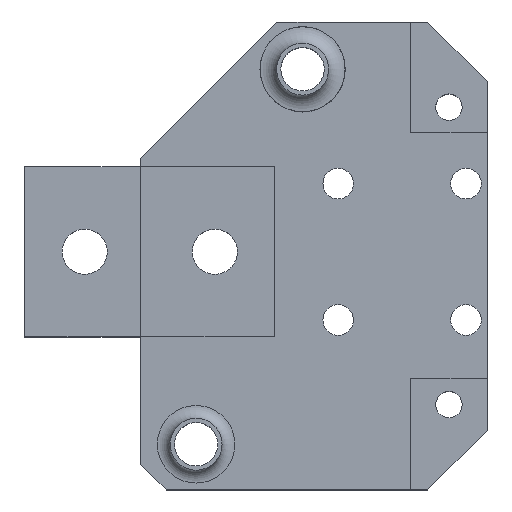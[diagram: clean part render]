
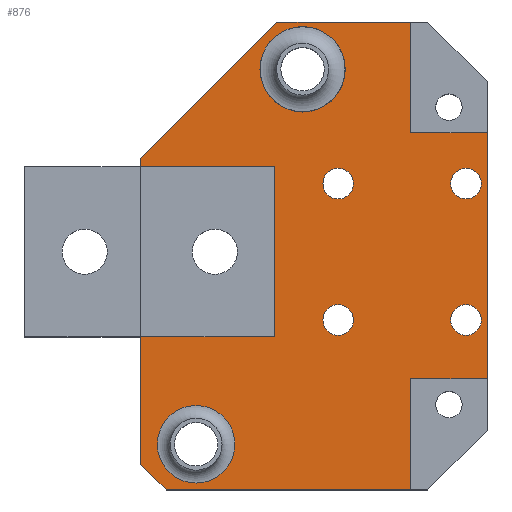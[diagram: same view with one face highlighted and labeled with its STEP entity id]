
A CAD part, top view. The second image highlights one B-rep face of the part: STEP entity #876.
In plain terms, the highlighted planar face has unit normal (0, 0, 1).
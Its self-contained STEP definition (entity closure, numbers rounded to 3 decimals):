
#30=FACE_BOUND('',#138,.T.);
#31=FACE_BOUND('',#139,.T.);
#32=FACE_BOUND('',#140,.T.);
#33=FACE_BOUND('',#141,.T.);
#34=FACE_BOUND('',#142,.T.);
#35=FACE_BOUND('',#143,.T.);
#55=CIRCLE('',#939,4.55);
#56=CIRCLE('',#940,1.8);
#57=CIRCLE('',#941,1.8);
#58=CIRCLE('',#942,1.8);
#59=CIRCLE('',#943,1.8);
#60=CIRCLE('',#944,5.);
#89=FACE_OUTER_BOUND('',#137,.T.);
#137=EDGE_LOOP('',(#605,#606,#607,#608,#609,#610,#611,#612,#613,#614,#615,
#616,#617,#618,#619,#620));
#138=EDGE_LOOP('',(#621));
#139=EDGE_LOOP('',(#622));
#140=EDGE_LOOP('',(#623));
#141=EDGE_LOOP('',(#624));
#142=EDGE_LOOP('',(#625));
#143=EDGE_LOOP('',(#626));
#210=LINE('',#1277,#301);
#212=LINE('',#1281,#303);
#217=LINE('',#1291,#308);
#218=LINE('',#1293,#309);
#219=LINE('',#1295,#310);
#220=LINE('',#1297,#311);
#221=LINE('',#1299,#312);
#222=LINE('',#1301,#313);
#223=LINE('',#1303,#314);
#224=LINE('',#1305,#315);
#225=LINE('',#1307,#316);
#226=LINE('',#1309,#317);
#227=LINE('',#1311,#318);
#228=LINE('',#1313,#319);
#229=LINE('',#1315,#320);
#230=LINE('',#1316,#321);
#301=VECTOR('',#1022,10.);
#303=VECTOR('',#1026,10.);
#308=VECTOR('',#1033,1000.);
#309=VECTOR('',#1034,10.);
#310=VECTOR('',#1035,10.);
#311=VECTOR('',#1036,10.);
#312=VECTOR('',#1037,10.);
#313=VECTOR('',#1038,10.);
#314=VECTOR('',#1039,1000.);
#315=VECTOR('',#1040,10.);
#316=VECTOR('',#1041,10.);
#317=VECTOR('',#1042,10.);
#318=VECTOR('',#1043,10.);
#319=VECTOR('',#1044,10.);
#320=VECTOR('',#1045,10.);
#321=VECTOR('',#1046,10.);
#392=VERTEX_POINT('',#1274);
#393=VERTEX_POINT('',#1276);
#394=VERTEX_POINT('',#1280);
#398=VERTEX_POINT('',#1290);
#399=VERTEX_POINT('',#1292);
#400=VERTEX_POINT('',#1294);
#401=VERTEX_POINT('',#1296);
#402=VERTEX_POINT('',#1298);
#403=VERTEX_POINT('',#1300);
#404=VERTEX_POINT('',#1302);
#405=VERTEX_POINT('',#1304);
#406=VERTEX_POINT('',#1306);
#407=VERTEX_POINT('',#1308);
#408=VERTEX_POINT('',#1310);
#409=VERTEX_POINT('',#1312);
#410=VERTEX_POINT('',#1314);
#411=VERTEX_POINT('',#1317);
#412=VERTEX_POINT('',#1319);
#413=VERTEX_POINT('',#1321);
#414=VERTEX_POINT('',#1323);
#415=VERTEX_POINT('',#1325);
#416=VERTEX_POINT('',#1327);
#474=EDGE_CURVE('',#392,#393,#210,.T.);
#476=EDGE_CURVE('',#394,#393,#212,.T.);
#481=EDGE_CURVE('',#398,#392,#217,.T.);
#482=EDGE_CURVE('',#399,#398,#218,.T.);
#483=EDGE_CURVE('',#400,#399,#219,.T.);
#484=EDGE_CURVE('',#400,#401,#220,.T.);
#485=EDGE_CURVE('',#401,#402,#221,.T.);
#486=EDGE_CURVE('',#402,#403,#222,.T.);
#487=EDGE_CURVE('',#404,#403,#223,.T.);
#488=EDGE_CURVE('',#405,#404,#224,.T.);
#489=EDGE_CURVE('',#405,#406,#225,.T.);
#490=EDGE_CURVE('',#406,#407,#226,.T.);
#491=EDGE_CURVE('',#407,#408,#227,.T.);
#492=EDGE_CURVE('',#409,#408,#228,.T.);
#493=EDGE_CURVE('',#409,#410,#229,.T.);
#494=EDGE_CURVE('',#410,#394,#230,.T.);
#495=EDGE_CURVE('',#411,#411,#55,.T.);
#496=EDGE_CURVE('',#412,#412,#56,.T.);
#497=EDGE_CURVE('',#413,#413,#57,.T.);
#498=EDGE_CURVE('',#414,#414,#58,.T.);
#499=EDGE_CURVE('',#415,#415,#59,.T.);
#500=EDGE_CURVE('',#416,#416,#60,.T.);
#605=ORIENTED_EDGE('',*,*,#474,.F.);
#606=ORIENTED_EDGE('',*,*,#481,.F.);
#607=ORIENTED_EDGE('',*,*,#482,.F.);
#608=ORIENTED_EDGE('',*,*,#483,.F.);
#609=ORIENTED_EDGE('',*,*,#484,.T.);
#610=ORIENTED_EDGE('',*,*,#485,.T.);
#611=ORIENTED_EDGE('',*,*,#486,.T.);
#612=ORIENTED_EDGE('',*,*,#487,.F.);
#613=ORIENTED_EDGE('',*,*,#488,.F.);
#614=ORIENTED_EDGE('',*,*,#489,.T.);
#615=ORIENTED_EDGE('',*,*,#490,.T.);
#616=ORIENTED_EDGE('',*,*,#491,.T.);
#617=ORIENTED_EDGE('',*,*,#492,.F.);
#618=ORIENTED_EDGE('',*,*,#493,.T.);
#619=ORIENTED_EDGE('',*,*,#494,.T.);
#620=ORIENTED_EDGE('',*,*,#476,.T.);
#621=ORIENTED_EDGE('',*,*,#495,.F.);
#622=ORIENTED_EDGE('',*,*,#496,.T.);
#623=ORIENTED_EDGE('',*,*,#497,.T.);
#624=ORIENTED_EDGE('',*,*,#498,.T.);
#625=ORIENTED_EDGE('',*,*,#499,.T.);
#626=ORIENTED_EDGE('',*,*,#500,.T.);
#843=PLANE('',#938);
#876=ADVANCED_FACE('',(#89,#30,#31,#32,#33,#34,#35),#843,.T.);
#938=AXIS2_PLACEMENT_3D('',#1289,#1031,#1032);
#939=AXIS2_PLACEMENT_3D('',#1318,#1047,#1048);
#940=AXIS2_PLACEMENT_3D('',#1320,#1049,#1050);
#941=AXIS2_PLACEMENT_3D('',#1322,#1051,#1052);
#942=AXIS2_PLACEMENT_3D('',#1324,#1053,#1054);
#943=AXIS2_PLACEMENT_3D('',#1326,#1055,#1056);
#944=AXIS2_PLACEMENT_3D('',#1328,#1057,#1058);
#1022=DIRECTION('',(0.707,0.707,0.));
#1026=DIRECTION('',(-1.,0.,0.));
#1031=DIRECTION('center_axis',(0.,0.,
1.));
#1032=DIRECTION('ref_axis',(0.,-1.,0.));
#1033=DIRECTION('',(0.,1.,0.));
#1034=DIRECTION('',(-1.,0.,0.));
#1035=DIRECTION('',(0.,1.,0.));
#1036=DIRECTION('',(1.,0.,0.));
#1037=DIRECTION('',(0.,-1.,0.));
#1038=DIRECTION('',(-1.,0.,0.));
#1039=DIRECTION('',(0.,1.,0.));
#1040=DIRECTION('',(-0.707,0.707,0.));
#1041=DIRECTION('',(1.,0.,0.));
#1042=DIRECTION('',(0.,1.,0.));
#1043=DIRECTION('',(1.,0.,0.));
#1044=DIRECTION('',(0.,-1.,0.));
#1045=DIRECTION('',(-1.,0.,0.));
#1046=DIRECTION('',(0.,1.,0.));
#1047=DIRECTION('center_axis',(0.,0.,
1.));
#1048=DIRECTION('ref_axis',(-1.,0.,0.));
#1049=DIRECTION('center_axis',(0.,0.,
-1.));
#1050=DIRECTION('ref_axis',(0.,-1.,0.));
#1051=DIRECTION('center_axis',(0.,0.,
-1.));
#1052=DIRECTION('ref_axis',(0.,1.,0.));
#1053=DIRECTION('center_axis',(0.,0.,
-1.));
#1054=DIRECTION('ref_axis',(-1.,0.,0.));
#1055=DIRECTION('center_axis',(0.,0.,
-1.));
#1056=DIRECTION('ref_axis',(-1.,0.,0.));
#1057=DIRECTION('center_axis',(0.,0.,
-1.));
#1058=DIRECTION('ref_axis',(-1.,0.,0.));
#1274=CARTESIAN_POINT('',(129.282,30.45,-60.938));
#1276=CARTESIAN_POINT('',(145.282,46.45,-60.938));
#1277=CARTESIAN_POINT('',(134.482,35.65,-60.938));
#1280=CARTESIAN_POINT('',(160.982,46.45,-60.938));
#1281=CARTESIAN_POINT('',(134.282,46.45,-60.938));
#1289=CARTESIAN_POINT('Origin',(159.982,4.55,-60.938));
#1290=CARTESIAN_POINT('',(129.282,29.5,-60.938));
#1291=CARTESIAN_POINT('',(129.282,4.55,-60.938));
#1292=CARTESIAN_POINT('',(129.352,29.5,-60.938));
#1293=CARTESIAN_POINT('',(137.831,29.5,-60.938));
#1294=CARTESIAN_POINT('',(129.352,29.5,-60.938));
#1295=CARTESIAN_POINT('',(129.352,17.025,-60.938));
#1296=CARTESIAN_POINT('',(145.,29.5,-60.938));
#1297=CARTESIAN_POINT('',(151.991,29.5,-60.938));
#1298=CARTESIAN_POINT('',(145.,9.5,-60.938));
#1299=CARTESIAN_POINT('',(145.,7.275,-60.938));
#1300=CARTESIAN_POINT('',(129.282,9.5,-60.938));
#1301=CARTESIAN_POINT('',(151.991,9.5,-60.938));
#1302=CARTESIAN_POINT('',(129.282,-5.45,-60.938));
#1303=CARTESIAN_POINT('',(129.282,4.55,-60.938));
#1304=CARTESIAN_POINT('',(132.282,-8.45,-60.938));
#1305=CARTESIAN_POINT('',(135.207,-11.375,-60.938));
#1306=CARTESIAN_POINT('',(160.982,-8.45,-60.938));
#1307=CARTESIAN_POINT('',(155.132,-8.45,-60.938));
#1308=CARTESIAN_POINT('',(160.982,4.55,-60.938));
#1309=CARTESIAN_POINT('',(160.982,4.55,-60.938));
#1310=CARTESIAN_POINT('',(169.982,4.55,-60.938));
#1311=CARTESIAN_POINT('',(161.482,4.55,-60.938));
#1312=CARTESIAN_POINT('',(169.982,33.45,-60.938));
#1313=CARTESIAN_POINT('',(169.982,4.55,-60.938));
#1314=CARTESIAN_POINT('',(160.982,33.45,-60.938));
#1315=CARTESIAN_POINT('',(161.482,33.45,-60.938));
#1316=CARTESIAN_POINT('',(160.982,25.5,-60.938));
#1317=CARTESIAN_POINT('',(140.35,-3.094,-60.938));
#1318=CARTESIAN_POINT('Origin',(135.8,-3.094,-60.938));
#1319=CARTESIAN_POINT('',(152.482,13.3,-60.938));
#1320=CARTESIAN_POINT('Origin',(152.482,11.5,-60.938));
#1321=CARTESIAN_POINT('',(152.482,25.7,-60.938));
#1322=CARTESIAN_POINT('Origin',(152.482,27.5,-60.938));
#1323=CARTESIAN_POINT('',(169.282,27.5,-60.938));
#1324=CARTESIAN_POINT('Origin',(167.482,27.5,-60.938));
#1325=CARTESIAN_POINT('',(169.282,11.5,-60.938));
#1326=CARTESIAN_POINT('Origin',(167.482,11.5,-60.938));
#1327=CARTESIAN_POINT('',(153.3,40.906,-60.938));
#1328=CARTESIAN_POINT('Origin',(148.3,40.906,-60.938));
